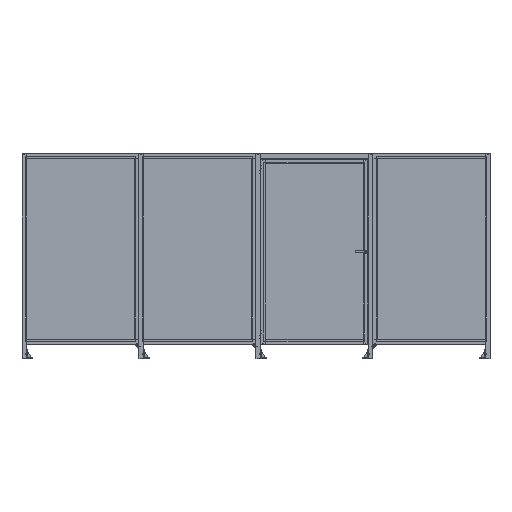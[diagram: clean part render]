
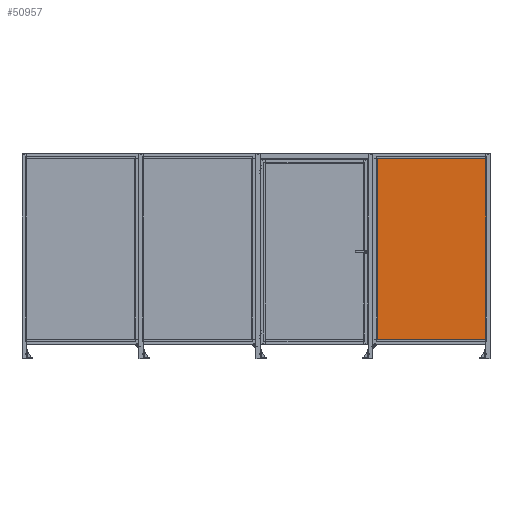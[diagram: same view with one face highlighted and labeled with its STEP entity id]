
A CAD part, front view. The second image highlights one B-rep face of the part: STEP entity #50957.
In plain terms, the highlighted planar face has unit normal (0, -1, 0).
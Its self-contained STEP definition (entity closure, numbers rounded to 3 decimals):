
#4831=FACE_OUTER_BOUND('',#8066,.T.);
#8066=EDGE_LOOP('',(#34089,#34090,#34091,#34092));
#11729=LINE('',#76125,#16771);
#11732=LINE('',#76131,#16774);
#11735=LINE('',#76137,#16777);
#11738=LINE('',#76141,#16780);
#16771=VECTOR('',#59993,1.);
#16774=VECTOR('',#59998,1.);
#16777=VECTOR('',#60003,1.);
#16780=VECTOR('',#60008,1.);
#21805=VERTEX_POINT('',#76122);
#21806=VERTEX_POINT('',#76124);
#21808=VERTEX_POINT('',#76130);
#21810=VERTEX_POINT('',#76136);
#26617=EDGE_CURVE('',#21806,#21805,#11729,.T.);
#26620=EDGE_CURVE('',#21808,#21806,#11732,.T.);
#26623=EDGE_CURVE('',#21810,#21808,#11735,.T.);
#26626=EDGE_CURVE('',#21805,#21810,#11738,.T.);
#34089=ORIENTED_EDGE('',*,*,#26626,.T.);
#34090=ORIENTED_EDGE('',*,*,#26623,.T.);
#34091=ORIENTED_EDGE('',*,*,#26620,.T.);
#34092=ORIENTED_EDGE('',*,*,#26617,.T.);
#48898=PLANE('',#54415);
#50957=ADVANCED_FACE('',(#4831),#48898,.T.);
#54415=AXIS2_PLACEMENT_3D('',#76143,#60011,#60012);
#59993=DIRECTION('',(1.,0.,0.));
#59998=DIRECTION('',(0.,0.,-1.));
#60003=DIRECTION('',(-1.,0.,0.));
#60008=DIRECTION('',(0.,0.,1.));
#60011=DIRECTION('center_axis',(0.,-1.,0.));
#60012=DIRECTION('ref_axis',(0.,0.,-1.));
#76122=CARTESIAN_POINT('',(4847.5,-4860.5,182.5));
#76124=CARTESIAN_POINT('',(3692.5,-4860.5,182.5));
#76125=CARTESIAN_POINT('',(4847.5,-4860.5,182.5));
#76130=CARTESIAN_POINT('',(3692.5,-4860.5,2102.5));
#76131=CARTESIAN_POINT('',(3692.5,-4860.5,182.5));
#76136=CARTESIAN_POINT('',(4847.5,-4860.5,2102.5));
#76137=CARTESIAN_POINT('',(3692.5,-4860.5,2102.5));
#76141=CARTESIAN_POINT('',(4847.5,-4860.5,2102.5));
#76143=CARTESIAN_POINT('Origin',(4270.,-4860.5,1142.5));
